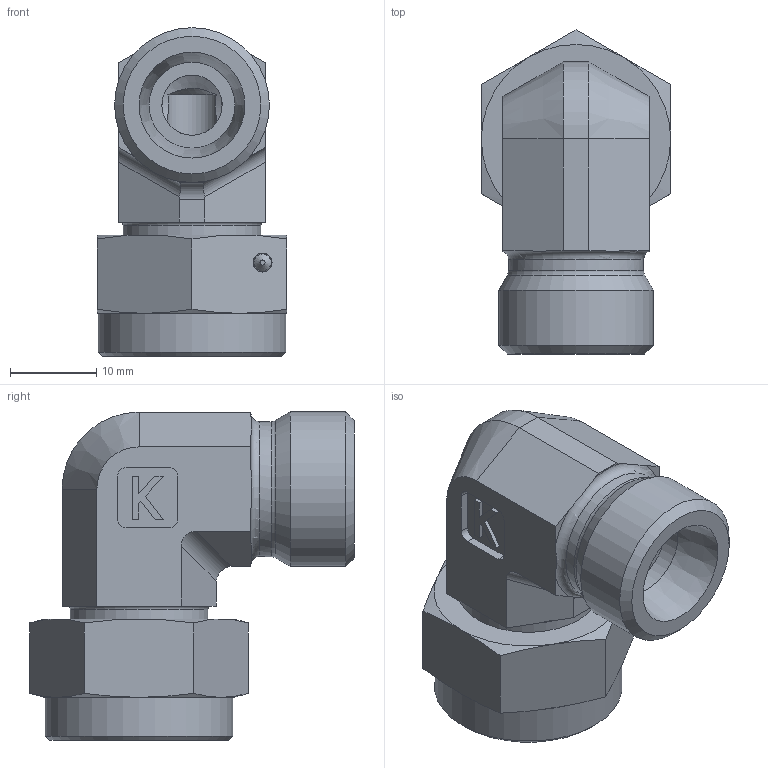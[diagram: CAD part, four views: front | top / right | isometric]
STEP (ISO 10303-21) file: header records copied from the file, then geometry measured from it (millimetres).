
FILE_DESCRIPTION((''),'2;1');
FILE_NAME('3566101810.stp','2014-09-11T09:12:08',(''),('KNOMI spol. s r. o.'),'Autodesk Inventor 2012','Autodesk Inventor 2012','');
FILE_SCHEMA(('AUTOMOTIVE_DESIGN { 1 2 10303 214 0 1 1 1 }'));
Length unit declared in the file: millimetre
Products named in the file (5): LSSO3 10S M18/M18 v.z "O" kr; 3576 10 18; 395 1218; 9902018; 60707515
Assembly tree (4 placements, depth 2):
  LSSO3 10S M18/M18 v.z "O" kr
    3576 10 18
    395 1218
    9902018
    60707515
Bounding box: 22 x 37.7 x 38.2 mm (x, y, z)
Volume: 11830.2 mm3; surface area: 7086.5 mm2
Topology: 4 solids, 4 shells, 117 faces, 273 edges, 173 vertices
Faces by surface type: plane 59, cone 26, cylinder 20, torus 11, bspline 1
Full cylindrical faces by diameter (mm): 2 x1, 2.2 x1, 6 x1, 7 x1, 10 x1, 15.7 x1, 16 x2, 16.376 x1, 16.4 x1, 18 x1, 21.8 x1
Entity records: 3562 total; most frequent: CARTESIAN_POINT 820, DIRECTION 528, ORIENTED_EDGE 462, EDGE_CURVE 231, AXIS2_PLACEMENT_3D 210, EDGE_LOOP 166, VERTEX_POINT 163, STYLED_ITEM 121
